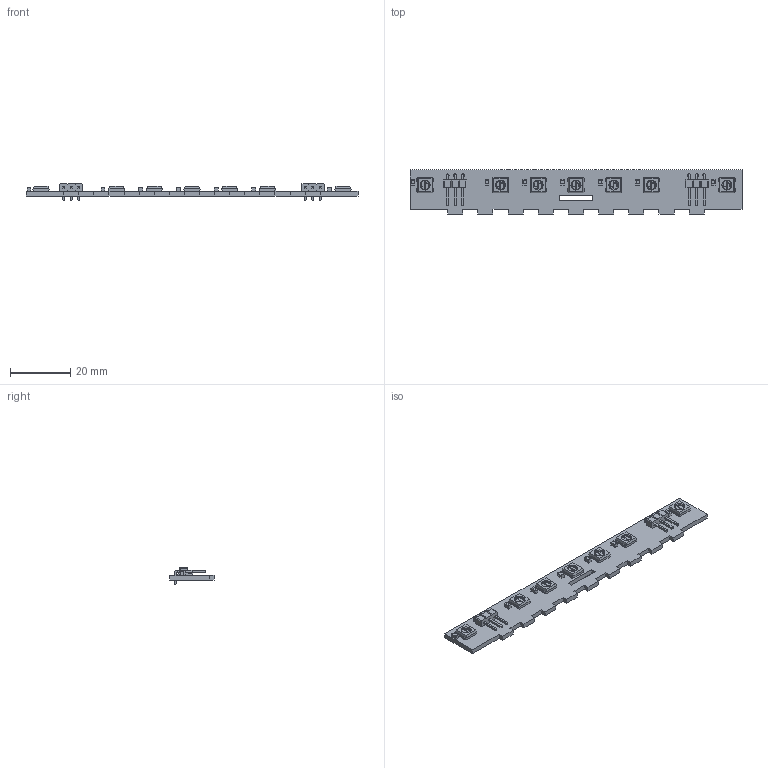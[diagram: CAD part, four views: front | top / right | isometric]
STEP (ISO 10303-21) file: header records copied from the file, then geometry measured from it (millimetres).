
FILE_DESCRIPTION(('FreeCAD Model'),'2;1');
FILE_NAME('Open CASCADE Shape Model','2023-07-14T20:46:03',(''),(''), 'Open CASCADE STEP processor 7.6','FreeCAD','Unknown');
FILE_SCHEMA(('AUTOMOTIVE_DESIGN { 1 0 10303 214 1 1 1 1 }'));
Length unit declared in the file: millimetre
Products named in the file (22): Small_Wall; Local_CS_955f; Board_Geoms_955f; Pcb_955f; Step_Models_955f; Top_955f; J1_PinHeader_1x03_P254mm_Horizontal_86b41215f255; C6_C_0805_2012Metric_c65d50394145; U2_IN-PI55TATPRPGPB_b85f727c27e0; C4_C_0805_2012Metric_1086d08a19b9; U5_IN-PI55TATPRPGPB_a745e96a4803; U6_IN-PI55TATPRPGPB_b1dd87a4917c; C2_C_0805_2012Metric_acea1357e9b1; C7_C_0805_2012Metric_d1ab99c13446; C3_C_0805_2012Metric_30713c1e22a0; U1_IN-PI55TATPRPGPB_baa3a1cbfda9; J4_PinHeader_1x03_P254mm_Horizontal_40c13ec2b1c1; U4_IN-PI55TATPRPGPB_b795d5d795ae; U3_IN-PI55TATPRPGPB_56d7a105f291; U7_IN-PI55TATPRPGPB_ceba1dbc2faf; C1_C_0805_2012Metric_a1f97324ab0b; C5_C_0805_2012Metric_711e44d1b90e
Assembly tree (21 placements, depth 4):
  Small_Wall
    Local_CS_955f
    Board_Geoms_955f
      Pcb_955f
    Step_Models_955f
      Top_955f
        J1_PinHeader_1x03_P254mm_Horizontal_86b41215f255
        C6_C_0805_2012Metric_c65d50394145
        U2_IN-PI55TATPRPGPB_b85f727c27e0
        C4_C_0805_2012Metric_1086d08a19b9
        U5_IN-PI55TATPRPGPB_a745e96a4803
        U6_IN-PI55TATPRPGPB_b1dd87a4917c
        C2_C_0805_2012Metric_acea1357e9b1
        C7_C_0805_2012Metric_d1ab99c13446
        C3_C_0805_2012Metric_30713c1e22a0
        U1_IN-PI55TATPRPGPB_baa3a1cbfda9
        J4_PinHeader_1x03_P254mm_Horizontal_40c13ec2b1c1
        U4_IN-PI55TATPRPGPB_b795d5d795ae
        U3_IN-PI55TATPRPGPB_56d7a105f291
        U7_IN-PI55TATPRPGPB_ceba1dbc2faf
        C1_C_0805_2012Metric_a1f97324ab0b
        C5_C_0805_2012Metric_711e44d1b90e
Bounding box: 110 x 14.6 x 5.54 mm (x, y, z)
Volume: 2783.2 mm3; surface area: 4711.2 mm2
Topology: 73 solids, 73 shells, 971 faces, 2293 edges, 1501 vertices
Faces by surface type: plane 742, cylinder 222, cone 7
Full cylindrical faces by diameter (mm): 1 x6, 2.931 x7
Entity records: 31157 total; most frequent: CARTESIAN_POINT 4787, DIRECTION 4730, ORIENTED_EDGE 4586, EDGE_CURVE 2293, LINE 1842, VECTOR 1842, VERTEX_POINT 1501, AXIS2_PLACEMENT_3D 1444
